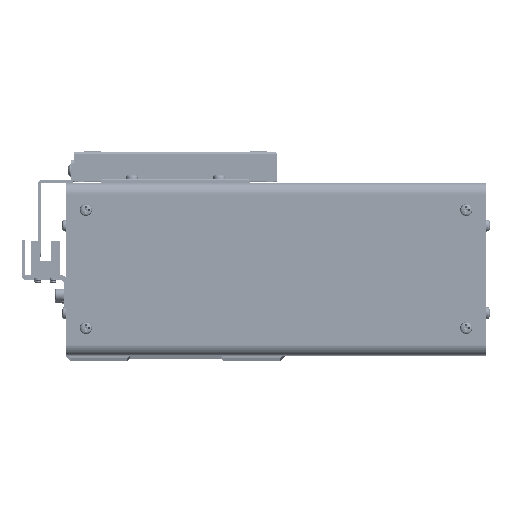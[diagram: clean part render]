
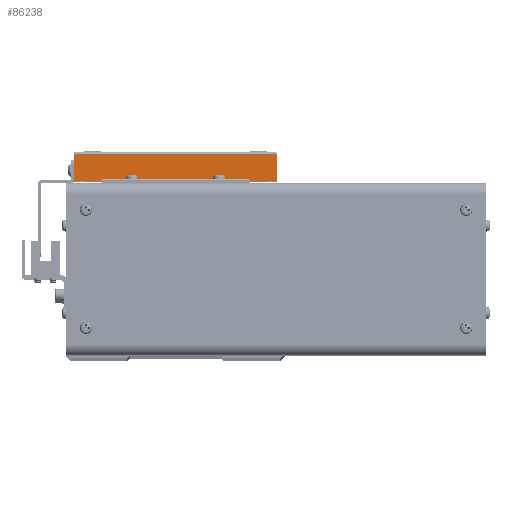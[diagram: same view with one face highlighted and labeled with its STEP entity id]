
A CAD part, top view. The second image highlights one B-rep face of the part: STEP entity #86238.
In plain terms, the highlighted face is planar.
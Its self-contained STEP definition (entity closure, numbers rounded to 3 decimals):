
#1162 = LINE ( 'NONE', #52184, #51540 ) ;
#3332 = DIRECTION ( 'NONE',  ( -1., 0., 0. ) ) ;
#5392 = LINE ( 'NONE', #15455, #103109 ) ;
#10533 = FACE_OUTER_BOUND ( 'NONE', #85153, .T. ) ;
#15455 = CARTESIAN_POINT ( 'NONE',  ( 73., 6.75, -46.5 ) ) ;
#16950 = VERTEX_POINT ( 'NONE', #32151 ) ;
#21936 = CARTESIAN_POINT ( 'NONE',  ( 73., 6.75, 46.5 ) ) ;
#24983 = DIRECTION ( 'NONE',  ( 0., -1., 0. ) ) ;
#27528 = VECTOR ( 'NONE', #102315, 1000. ) ;
#31658 = CARTESIAN_POINT ( 'NONE',  ( 73., 5.75, 46.5 ) ) ;
#32151 = CARTESIAN_POINT ( 'NONE',  ( 73., 5.75, 46.5 ) ) ;
#33906 = ORIENTED_EDGE ( 'NONE', *, *, #106566, .F. ) ;
#42939 = EDGE_CURVE ( 'NONE', #107154, #16950, #63212, .T. ) ;
#43367 = EDGE_CURVE ( 'NONE', #62691, #63530, #52714, .T. ) ;
#45668 = CARTESIAN_POINT ( 'NONE',  ( 73., -6.75, 46.5 ) ) ;
#51540 = VECTOR ( 'NONE', #61707, 1000. ) ;
#52184 = CARTESIAN_POINT ( 'NONE',  ( 73., 6.75, 46.5 ) ) ;
#52714 = LINE ( 'NONE', #45668, #27528 ) ;
#56706 = CARTESIAN_POINT ( 'NONE',  ( 73., -6.75, -46.5 ) ) ;
#60060 = PLANE ( 'NONE',  #116892 ) ;
#60174 = VECTOR ( 'NONE', #79223, 1000. ) ;
#61707 = DIRECTION ( 'NONE',  ( 0., -1., 0. ) ) ;
#62691 = VERTEX_POINT ( 'NONE', #75112 ) ;
#63212 = LINE ( 'NONE', #31658, #60174 ) ;
#63530 = VERTEX_POINT ( 'NONE', #56706 ) ;
#69635 = DIRECTION ( 'NONE',  ( 0., 0., 1. ) ) ;
#70325 = EDGE_CURVE ( 'NONE', #16950, #62691, #1162, .T. ) ;
#75112 = CARTESIAN_POINT ( 'NONE',  ( 73., -6.75, 46.5 ) ) ;
#79223 = DIRECTION ( 'NONE',  ( 0., 0., 1. ) ) ;
#85153 = EDGE_LOOP ( 'NONE', ( #33906, #121320, #114824, #91567 ) ) ;
#86238 = ADVANCED_FACE ( 'NONE', ( #10533 ), #60060, .F. ) ;
#91567 = ORIENTED_EDGE ( 'NONE', *, *, #43367, .T. ) ;
#102315 = DIRECTION ( 'NONE',  ( 0., 0., -1. ) ) ;
#103109 = VECTOR ( 'NONE', #24983, 1000. ) ;
#105159 = CARTESIAN_POINT ( 'NONE',  ( 73., 5.75, -46.5 ) ) ;
#106566 = EDGE_CURVE ( 'NONE', #107154, #63530, #5392, .T. ) ;
#107154 = VERTEX_POINT ( 'NONE', #105159 ) ;
#114824 = ORIENTED_EDGE ( 'NONE', *, *, #70325, .T. ) ;
#116892 = AXIS2_PLACEMENT_3D ( 'NONE', #21936, #3332, #69635 ) ;
#121320 = ORIENTED_EDGE ( 'NONE', *, *, #42939, .T. ) ;
